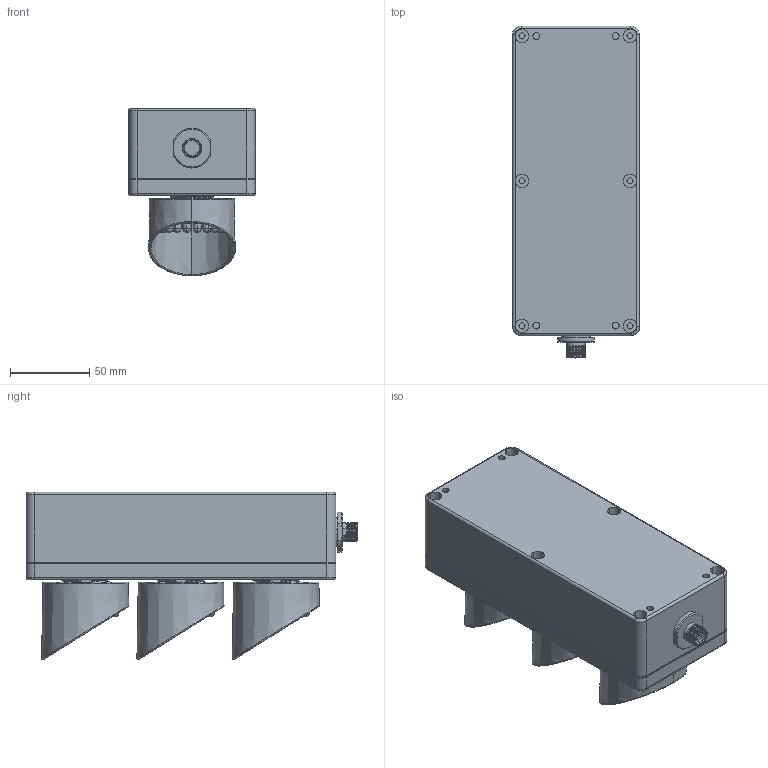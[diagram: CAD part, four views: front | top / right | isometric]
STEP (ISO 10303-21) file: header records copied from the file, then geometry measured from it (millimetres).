
FILE_DESCRIPTION((''),'2;1');
FILE_NAME('151177_SW','2010-03-29T',('banengservice'),('BANNER ENGINEERING'),'PRO/ENGINEER BY PARAMETRIC TECHNOLOGY CORPORATION, 2009141','PRO/ENGINEER BY PARAMETRIC TECHNOLOGY CORPORATION, 2009141','');
FILE_SCHEMA(('CONFIG_CONTROL_DESIGN'));
Products named in the file (1): 151177_SW
Bounding box: 80 x 208.95 x 105.36 mm (x, y, z)
Volume: 271472.2 mm3; surface area: 239281.1 mm2
Topology: 8 solids, 14 shells, 3511 faces, 9635 edges, 6132 vertices
Faces by surface type: plane 1906, cylinder 987, bspline 318, sphere 144, torus 116, cone 40
Entity records: 190949 total; most frequent: CARTESIAN_POINT 102579, ORIENTED_EDGE 19054, DIRECTION 17413, EDGE_CURVE 9527, VERTEX_POINT 6132, VECTOR 6013, LINE 6013, AXIS2_PLACEMENT_3D 5700
